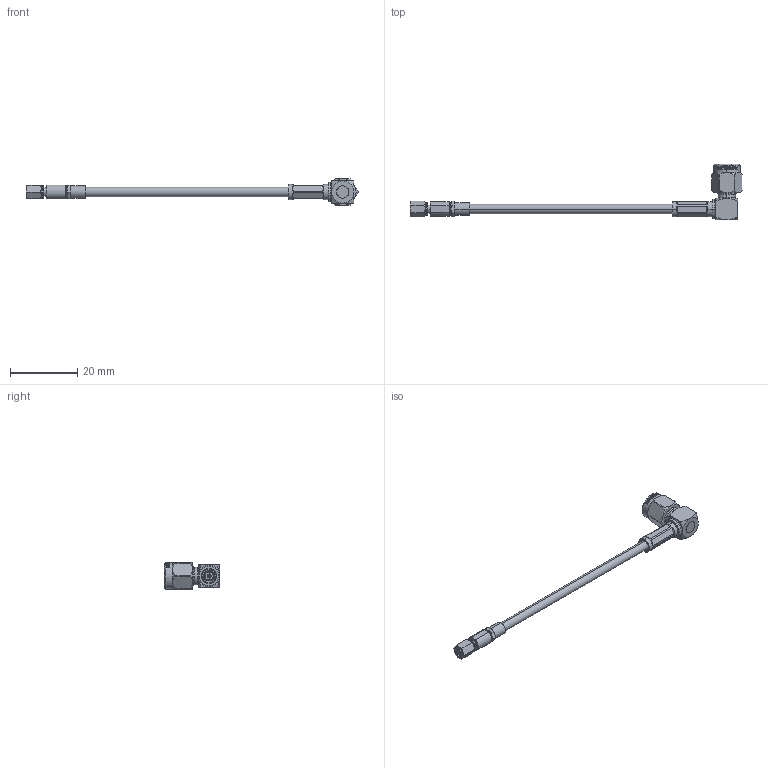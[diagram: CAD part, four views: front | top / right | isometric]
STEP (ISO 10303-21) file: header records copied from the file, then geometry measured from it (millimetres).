
FILE_DESCRIPTION (( 'STEP AP214' ), '1' );
FILE_NAME ('PE3C4424.step', '2020-04-20T17:41:50', ( '' ), ( '' ), 'SwSTEP 2.0', 'SolidWorks 2018', '' );
FILE_SCHEMA (( 'AUTOMOTIVE_DESIGN' ));
Length unit declared in the file: millimetre
Products named in the file (4): PE3C4424; PE4009; PE45368___; LMR-100A___
Assembly tree (3 placements, depth 2):
  PE3C4424
    LMR-100A___
    PE45368___
    PE4009
Bounding box: 98.78 x 16.51 x 7.94 mm (x, y, z)
Volume: 1385.2 mm3; surface area: 2379.8 mm2
Topology: 5 solids, 5 shells, 3739 faces, 7954 edges, 4263 vertices
Faces by surface type: bspline 2608, cylinder 673, plane 395, cone 59, torus 4
Entity records: 152388 total; most frequent: CARTESIAN_POINT 99796, ORIENTED_EDGE 15904, EDGE_CURVE 7952, VERTEX_POINT 4263, EDGE_LOOP 3783, ADVANCED_FACE 3739, FACE_OUTER_BOUND 3739, DIRECTION 3501
